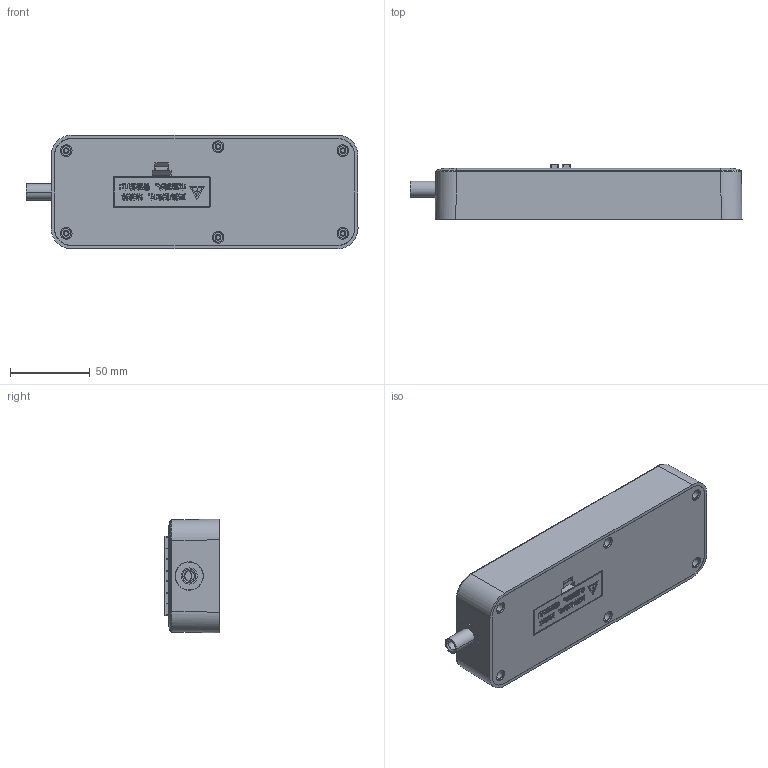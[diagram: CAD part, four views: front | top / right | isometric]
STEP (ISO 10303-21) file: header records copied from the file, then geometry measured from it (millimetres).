
FILE_DESCRIPTION (( 'STEP AP214' ), '1' );
FILE_NAME ('59KG316TS-J.STEP', '2025-04-08T01:24:13', ( '' ), ( 'Microsoft' ), 'SwSTEP 2.0', 'SolidWorks 2014', '' );
FILE_SCHEMA (( 'AUTOMOTIVE_DESIGN' ));
Length unit declared in the file: millimetre
Products named in the file (18): 007619; 00; 201605; ___1000; 59KG316TS-J; 001; 0009; 0008; 1000208546; 00207462; 1000; 2000; 300; 0025972; 0010357; 0003_ASM; __1000; KG316T------__S00_ASM
Assembly tree (22 placements, depth 4):
  59KG316TS-J
    ___1000
    0003_ASM
      KG316T------__S00_ASM
        201605
        00
        007619
    0010357
    0025972
    300
    2000  x4
    1000  x2
    0008
    0009  x2
    001
    00207462
    __1000
    1000208546
Bounding box: 208.8 x 34.5 x 71.5 mm (x, y, z)
Volume: 150313 mm3; surface area: 179025.8 mm2
Topology: 20 solids, 20 shells, 5510 faces, 15103 edges, 9867 vertices
Faces by surface type: plane 3730, cylinder 984, bspline 628, cone 165, torus 3
Entity records: 212387 total; most frequent: CARTESIAN_POINT 46795, ORIENTED_EDGE 25270, DIRECTION 20660, EDGE_CURVE 12635, LINE 9442, VECTOR 9442, VERTEX_POINT 8247, AXIS2_PLACEMENT_3D 5609
